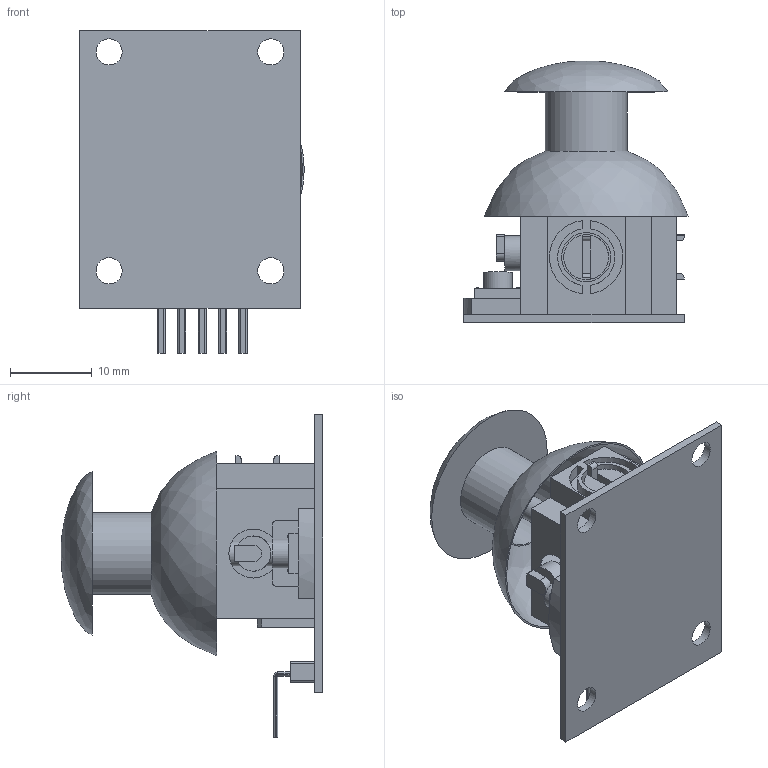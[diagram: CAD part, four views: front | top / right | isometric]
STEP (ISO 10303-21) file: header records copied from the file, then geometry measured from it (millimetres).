
FILE_DESCRIPTION(('CAx-IF Rec.Pracs.---Model Styling and Organization---1.5---2016-08-15','CAx-IF Rec.Pracs.---Geometric and Assembly Validation Properties---4.4---2016-08-17','CAx-IF Rec.Pracs.---User Defined Attributes---1.5---2016-08-15','CAx-IF Rec.Pracs.---External References---2.1---2005-01-19'),'2;1');
FILE_NAME('Joystick HW504 Board.stp','2023-11-22T11:13:21',('Unspecified'),('Unspecified'),'CAD Exchanger 3.23.0 (cadexchanger.com)','Unspecified','');
FILE_SCHEMA(('AP242_MANAGED_MODEL_BASED_3D_ENGINEERING_MIM_LF { 1 0 10303 442 1 1 4 }'));
Length unit declared in the file: millimetre
Products named in the file (1): Joystick HW504 Board
Bounding box: 27.5 x 32.02 x 39.5 mm (x, y, z)
Volume: 2545.2 mm3; surface area: 7507.5 mm2
Topology: 1 solids, 1 shells, 252 faces, 629 edges, 404 vertices
Faces by surface type: plane 151, cylinder 86, torus 10, revolution 4, extrusion 1
Full cylindrical faces by diameter (mm): 0.3 x4, 2.8 x1, 3 x1, 3.2 x4, 3.5 x1, 4.3 x1, 5.5 x2, 6 x2, 8.812 x1, 9.6 x1, 10 x1
Entity records: 9334 total; most frequent: CARTESIAN_POINT 1467, DIRECTION 1277, ORIENTED_EDGE 1256, EDGE_CURVE 628, AXIS2_PLACEMENT_3D 429, VECTOR 415, LINE 414, VERTEX_POINT 404
